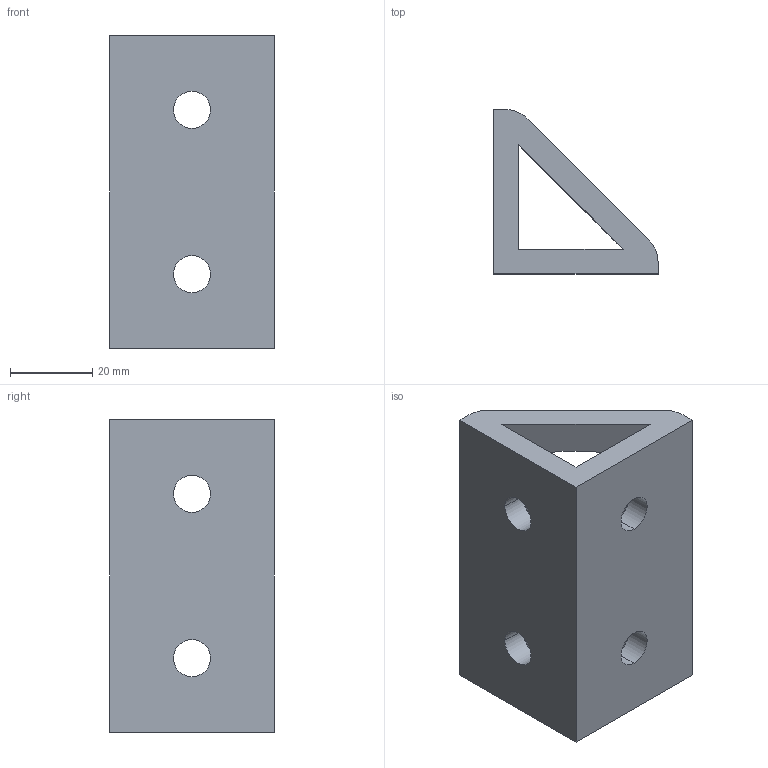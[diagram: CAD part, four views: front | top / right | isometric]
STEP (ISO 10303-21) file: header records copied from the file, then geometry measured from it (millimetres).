
FILE_DESCRIPTION (( 'STEP AP203' ), '1' );
FILE_NAME ('166387.step', '2023-10-19T17:03:42', ( '' ), ( '' ), 'SwSTEP 2.0', 'SolidWorks 2023', '' );
FILE_SCHEMA (( 'CONFIG_CONTROL_DESIGN' ));
Length unit declared in the file: millimetre
Products named in the file (1): 166387
Bounding box: 40 x 40 x 76 mm (x, y, z)
Volume: 45030.7 mm3; surface area: 17668.5 mm2
Topology: 1 solids, 1 shells, 38 faces, 96 edges, 60 vertices
Faces by surface type: cylinder 28, plane 10
Entity records: 1235 total; most frequent: CARTESIAN_POINT 297, ORIENTED_EDGE 192, DIRECTION 162, EDGE_CURVE 96, VERTEX_POINT 60, AXIS2_PLACEMENT_3D 59, EDGE_LOOP 52, LINE 44
